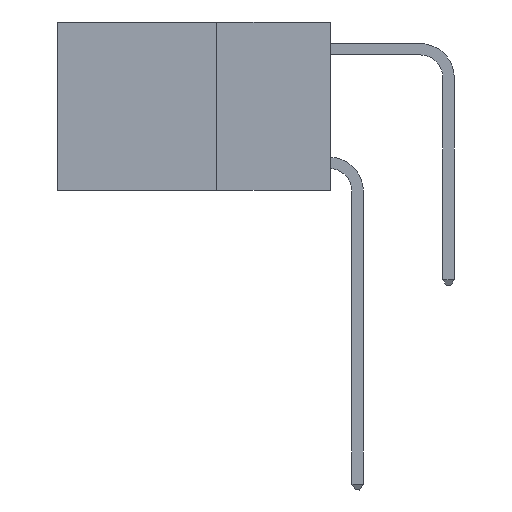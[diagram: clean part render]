
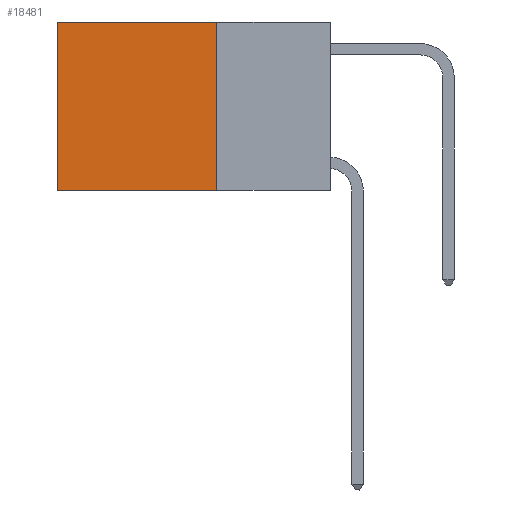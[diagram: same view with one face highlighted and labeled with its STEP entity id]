
A CAD part, left-side view. The second image highlights one B-rep face of the part: STEP entity #18481.
In plain terms, the highlighted planar face has unit normal (-1, 0, 0).
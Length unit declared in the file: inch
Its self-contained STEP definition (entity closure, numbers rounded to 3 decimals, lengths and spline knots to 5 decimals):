
#507 = EDGE_CURVE ( 'NONE', #11202, #2662, #24342, .T. ) ;
#2012 = CARTESIAN_POINT ( 'NONE',  ( 0.2625, 0.25, 0. ) ) ;
#2662 = VERTEX_POINT ( 'NONE', #22034 ) ;
#3421 = DIRECTION ( 'NONE',  ( 0., 1., 0. ) ) ;
#4604 = LINE ( 'NONE', #9115, #16392 ) ;
#4650 = VERTEX_POINT ( 'NONE', #18424 ) ;
#4930 = ORIENTED_EDGE ( 'NONE', *, *, #15742, .T. ) ;
#5909 = LINE ( 'NONE', #6695, #13756 ) ;
#6695 = CARTESIAN_POINT ( 'NONE',  ( 0.2625, 0.25, 0. ) ) ;
#7066 = VERTEX_POINT ( 'NONE', #2012 ) ;
#8741 = VECTOR ( 'NONE', #17029, 39.37008 ) ;
#9115 = CARTESIAN_POINT ( 'NONE',  ( 0.2625, 0.25, -0.37 ) ) ;
#10528 = DIRECTION ( 'NONE',  ( 1., 0., 0. ) ) ;
#10612 = PLANE ( 'NONE',  #22348 ) ;
#11202 = VERTEX_POINT ( 'NONE', #23392 ) ;
#12683 = DIRECTION ( 'NONE',  ( 0., 0., -1. ) ) ;
#13756 = VECTOR ( 'NONE', #12683, 39.37008 ) ;
#14181 = DIRECTION ( 'NONE',  ( 0., 0., -1. ) ) ;
#15547 = VECTOR ( 'NONE', #16823, 39.37008 ) ;
#15742 = EDGE_CURVE ( 'NONE', #7066, #11202, #22340, .T. ) ;
#16001 = ORIENTED_EDGE ( 'NONE', *, *, #23697, .F. ) ;
#16258 = CARTESIAN_POINT ( 'NONE',  ( 0.2625, 0.25, 0. ) ) ;
#16392 = VECTOR ( 'NONE', #3421, 39.37008 ) ;
#16823 = DIRECTION ( 'NONE',  ( 0., 0., -1. ) ) ;
#17029 = DIRECTION ( 'NONE',  ( 0., 1., 0. ) ) ;
#18424 = CARTESIAN_POINT ( 'NONE',  ( 0.2625, 0.25, -0.37 ) ) ;
#18481 = ADVANCED_FACE ( 'NONE', ( #19468 ), #10612, .F. ) ;
#19468 = FACE_OUTER_BOUND ( 'NONE', #20768, .T. ) ;
#19976 = EDGE_CURVE ( 'NONE', #4650, #2662, #4604, .T. ) ;
#20447 = ORIENTED_EDGE ( 'NONE', *, *, #19976, .F. ) ;
#20691 = CARTESIAN_POINT ( 'NONE',  ( 0.2625, 0.25, 0. ) ) ;
#20768 = EDGE_LOOP ( 'NONE', ( #23150, #20447, #16001, #4930 ) ) ;
#22034 = CARTESIAN_POINT ( 'NONE',  ( 0.2625, 0.6, -0.37 ) ) ;
#22340 = LINE ( 'NONE', #20691, #8741 ) ;
#22348 = AXIS2_PLACEMENT_3D ( 'NONE', #16258, #10528, #14181 ) ;
#23150 = ORIENTED_EDGE ( 'NONE', *, *, #507, .T. ) ;
#23392 = CARTESIAN_POINT ( 'NONE',  ( 0.2625, 0.6, 0. ) ) ;
#23697 = EDGE_CURVE ( 'NONE', #7066, #4650, #5909, .T. ) ;
#24342 = LINE ( 'NONE', #24548, #15547 ) ;
#24548 = CARTESIAN_POINT ( 'NONE',  ( 0.2625, 0.6, 0. ) ) ;
